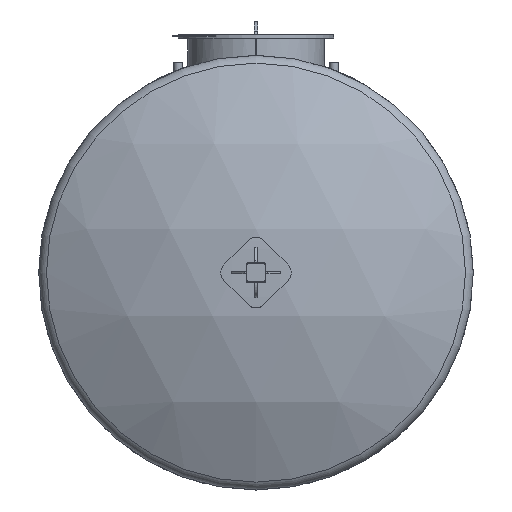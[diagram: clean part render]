
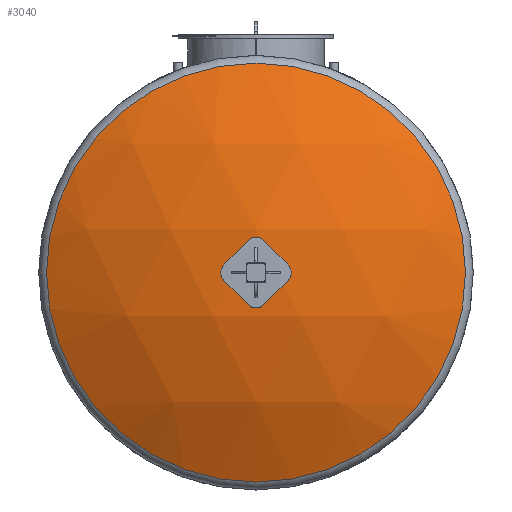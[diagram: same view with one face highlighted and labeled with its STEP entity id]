
A CAD part, left-side view. The second image highlights one B-rep face of the part: STEP entity #3040.
In plain terms, the highlighted spherical face has radius 2011 mm.
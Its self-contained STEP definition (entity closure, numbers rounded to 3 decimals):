
#27=SPHERICAL_SURFACE('',#3395,2011.);
#833=FACE_OUTER_BOUND('',#1006,.T.);
#1006=EDGE_LOOP('',(#2471));
#1133=CIRCLE('',#3393,967.72);
#1405=VERTEX_POINT('',#5776);
#1822=EDGE_CURVE('',#1405,#1405,#1133,.T.);
#2471=ORIENTED_EDGE('',*,*,#1822,.T.);
#3040=ADVANCED_FACE('',(#833),#27,.T.);
#3393=AXIS2_PLACEMENT_3D('',#5777,#4137,#4138);
#3395=AXIS2_PLACEMENT_3D('',#5779,#4141,#4142);
#4137=DIRECTION('center_axis',(-1.,0.,0.));
#4138=DIRECTION('ref_axis',(0.,-1.,0.));
#4141=DIRECTION('center_axis',(0.,0.,1.));
#4142=DIRECTION('ref_axis',(0.,-1.,0.));
#5776=CARTESIAN_POINT('',(-86.804,0.,967.72));
#5777=CARTESIAN_POINT('Origin',(-86.804,0.,
0.));
#5779=CARTESIAN_POINT('Origin',(1676.046,0.,
0.));
